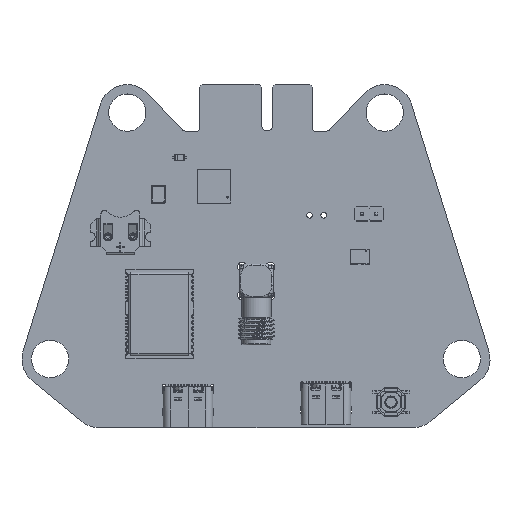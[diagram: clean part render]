
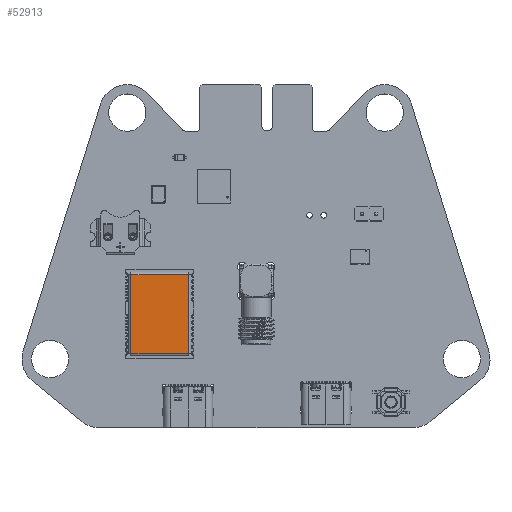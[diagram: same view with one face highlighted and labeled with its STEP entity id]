
A CAD part, top view. The second image highlights one B-rep face of the part: STEP entity #52913.
In plain terms, the highlighted face is planar.
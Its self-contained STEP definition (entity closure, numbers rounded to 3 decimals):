
#52164 = VERTEX_POINT('',#52165);
#52165 = CARTESIAN_POINT('',(-5.2,2.6,-7.1));
#52181 = VERTEX_POINT('',#52182);
#52182 = CARTESIAN_POINT('',(-5.2,2.6,7.1));
#52189 = EDGE_CURVE('',#52164,#52181,#52190,.T.);
#52190 = LINE('',#52191,#52192);
#52191 = CARTESIAN_POINT('',(-5.2,2.6,-7.293));
#52192 = VECTOR('',#52193,1.);
#52193 = DIRECTION('',(-0.,0.,1.));
#52442 = VERTEX_POINT('',#52443);
#52443 = CARTESIAN_POINT('',(5.2,2.6,-7.1));
#52452 = EDGE_CURVE('',#52453,#52442,#52455,.T.);
#52453 = VERTEX_POINT('',#52454);
#52454 = CARTESIAN_POINT('',(5.2,2.6,7.1));
#52455 = LINE('',#52456,#52457);
#52456 = CARTESIAN_POINT('',(5.2,2.6,7.293));
#52457 = VECTOR('',#52458,1.);
#52458 = DIRECTION('',(-0.,0.,-1.));
#52913 = ADVANCED_FACE('',(#52914),#52930,.F.);
#52914 = FACE_BOUND('',#52915,.T.);
#52915 = EDGE_LOOP('',(#52916,#52922,#52923,#52929));
#52916 = ORIENTED_EDGE('',*,*,#52917,.T.);
#52917 = EDGE_CURVE('',#52181,#52453,#52918,.T.);
#52918 = LINE('',#52919,#52920);
#52919 = CARTESIAN_POINT('',(-5.393,2.6,7.1));
#52920 = VECTOR('',#52921,1.);
#52921 = DIRECTION('',(1.,0.,0.));
#52922 = ORIENTED_EDGE('',*,*,#52452,.T.);
#52923 = ORIENTED_EDGE('',*,*,#52924,.T.);
#52924 = EDGE_CURVE('',#52442,#52164,#52925,.T.);
#52925 = LINE('',#52926,#52927);
#52926 = CARTESIAN_POINT('',(5.393,2.6,-7.1));
#52927 = VECTOR('',#52928,1.);
#52928 = DIRECTION('',(-1.,0.,0.));
#52929 = ORIENTED_EDGE('',*,*,#52189,.T.);
#52930 = PLANE('',#52931);
#52931 = AXIS2_PLACEMENT_3D('',#52932,#52933,#52934);
#52932 = CARTESIAN_POINT('',(0.,2.6,0.));
#52933 = DIRECTION('',(0.,-1.,0.));
#52934 = DIRECTION('',(0.,-0.,-1.));
